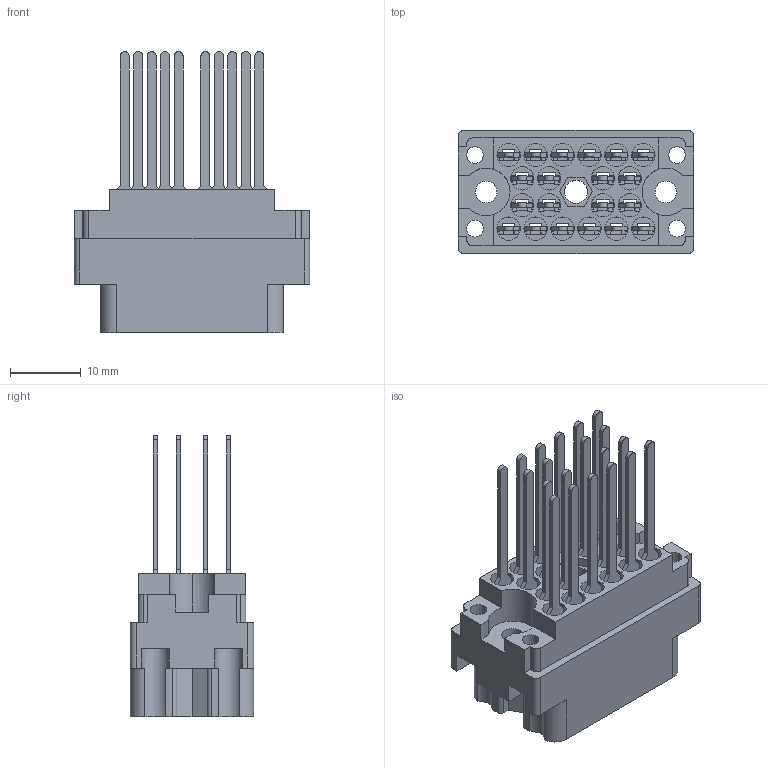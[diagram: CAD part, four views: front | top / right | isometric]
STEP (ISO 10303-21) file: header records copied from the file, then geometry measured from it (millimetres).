
FILE_DESCRIPTION (( 'STEP AP203' ), '1' );
FILE_NAME ('516-020-542-500.STEP', '2020-03-09T17:31:24', ( '' ), ( '' ), 'SwSTEP 2.0', 'SolidWorks 2016', '' );
FILE_SCHEMA (( 'CONFIG_CONTROL_DESIGN' ));
Length unit declared in the file: inch
Products named in the file (3): 516 Plug Insulator_020; 516-020-542-500; 516-292-001_542 Contact
Assembly tree (21 placements, depth 2):
  516-020-542-500
    516 Plug Insulator_020
    516-292-001_542 Contact  x20
Bounding box: 33.32 x 17.42 x 39.75 mm (x, y, z)
Volume: 5344 mm3; surface area: 11469.6 mm2
Topology: 21 solids, 21 shells, 2051 faces, 5953 edges, 3954 vertices
Faces by surface type: plane 1273, cylinder 656, bspline 120, cone 2
Entity records: 23873 total; most frequent: CARTESIAN_POINT 4325, ORIENTED_EDGE 4002, DIRECTION 3853, EDGE_CURVE 2001, VECTOR 1483, LINE 1483, VERTEX_POINT 1332, AXIS2_PLACEMENT_3D 1185
